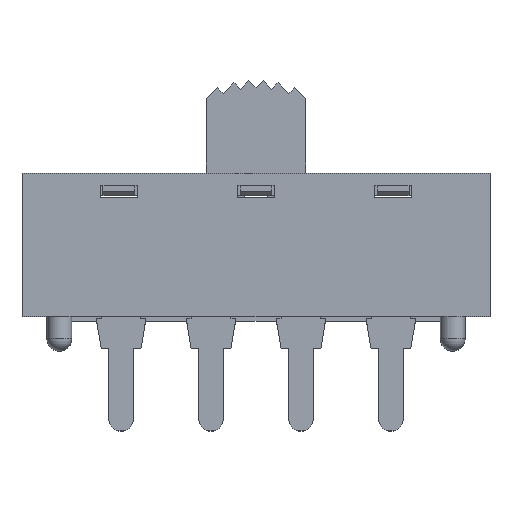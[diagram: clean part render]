
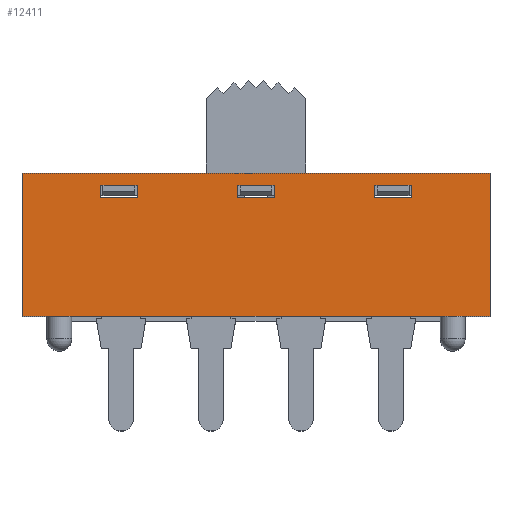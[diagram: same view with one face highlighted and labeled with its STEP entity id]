
A CAD part, top view. The second image highlights one B-rep face of the part: STEP entity #12411.
In plain terms, the highlighted planar face has unit normal (0, 0, 1).
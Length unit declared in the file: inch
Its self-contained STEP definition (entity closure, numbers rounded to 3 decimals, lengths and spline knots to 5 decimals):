
#2742=ORIENTED_EDGE('',*,*,#5340,.T.);
#2743=ORIENTED_EDGE('',*,*,#5343,.F.);
#2744=ORIENTED_EDGE('',*,*,#5347,.F.);
#2745=ORIENTED_EDGE('',*,*,#5350,.F.);
#2746=ORIENTED_EDGE('',*,*,#5353,.F.);
#2747=ORIENTED_EDGE('',*,*,#5354,.F.);
#2748=ORIENTED_EDGE('',*,*,#5320,.T.);
#2749=ORIENTED_EDGE('',*,*,#5323,.F.);
#2750=ORIENTED_EDGE('',*,*,#5327,.F.);
#2751=ORIENTED_EDGE('',*,*,#5330,.F.);
#2752=ORIENTED_EDGE('',*,*,#5333,.F.);
#2753=ORIENTED_EDGE('',*,*,#5334,.F.);
#2754=ORIENTED_EDGE('',*,*,#5300,.T.);
#2755=ORIENTED_EDGE('',*,*,#5303,.F.);
#2756=ORIENTED_EDGE('',*,*,#5307,.F.);
#2757=ORIENTED_EDGE('',*,*,#5310,.F.);
#2758=ORIENTED_EDGE('',*,*,#5313,.F.);
#2759=ORIENTED_EDGE('',*,*,#5314,.F.);
#2760=ORIENTED_EDGE('',*,*,#5477,.T.);
#2761=ORIENTED_EDGE('',*,*,#5476,.F.);
#2762=ORIENTED_EDGE('',*,*,#5385,.F.);
#2763=ORIENTED_EDGE('',*,*,#5478,.T.);
#5300=EDGE_CURVE('',#6743,#6744,#8124,.T.);
#5303=EDGE_CURVE('',#6746,#6744,#8127,.T.);
#5307=EDGE_CURVE('',#6748,#6746,#8131,.T.);
#5310=EDGE_CURVE('',#6750,#6748,#8134,.T.);
#5313=EDGE_CURVE('',#6752,#6750,#8137,.T.);
#5314=EDGE_CURVE('',#6743,#6752,#8138,.T.);
#5320=EDGE_CURVE('',#6753,#6756,#8144,.T.);
#5323=EDGE_CURVE('',#6758,#6756,#8147,.T.);
#5327=EDGE_CURVE('',#6760,#6758,#8151,.T.);
#5330=EDGE_CURVE('',#6762,#6760,#8154,.T.);
#5333=EDGE_CURVE('',#6764,#6762,#8157,.T.);
#5334=EDGE_CURVE('',#6753,#6764,#8158,.T.);
#5340=EDGE_CURVE('',#6765,#6768,#8164,.T.);
#5343=EDGE_CURVE('',#6770,#6768,#8167,.T.);
#5347=EDGE_CURVE('',#6772,#6770,#8171,.T.);
#5350=EDGE_CURVE('',#6774,#6772,#8174,.T.);
#5353=EDGE_CURVE('',#6776,#6774,#8177,.T.);
#5354=EDGE_CURVE('',#6765,#6776,#8178,.T.);
#5385=EDGE_CURVE('',#6805,#6806,#8209,.T.);
#5476=EDGE_CURVE('',#6806,#6869,#8280,.T.);
#5477=EDGE_CURVE('',#6870,#6869,#8281,.T.);
#5478=EDGE_CURVE('',#6805,#6870,#8282,.T.);
#6743=VERTEX_POINT('',#19307);
#6744=VERTEX_POINT('',#19309);
#6746=VERTEX_POINT('',#19315);
#6748=VERTEX_POINT('',#19322);
#6750=VERTEX_POINT('',#19328);
#6752=VERTEX_POINT('',#19334);
#6753=VERTEX_POINT('',#19342);
#6756=VERTEX_POINT('',#19347);
#6758=VERTEX_POINT('',#19353);
#6760=VERTEX_POINT('',#19360);
#6762=VERTEX_POINT('',#19366);
#6764=VERTEX_POINT('',#19372);
#6765=VERTEX_POINT('',#19380);
#6768=VERTEX_POINT('',#19385);
#6770=VERTEX_POINT('',#19391);
#6772=VERTEX_POINT('',#19398);
#6774=VERTEX_POINT('',#19404);
#6776=VERTEX_POINT('',#19410);
#6805=VERTEX_POINT('',#19474);
#6806=VERTEX_POINT('',#19475);
#6869=VERTEX_POINT('',#19658);
#6870=VERTEX_POINT('',#19662);
#8124=LINE('',#19310,#9692);
#8127=LINE('',#19316,#9695);
#8131=LINE('',#19323,#9699);
#8134=LINE('',#19329,#9702);
#8137=LINE('',#19335,#9705);
#8138=LINE('',#19337,#9706);
#8144=LINE('',#19348,#9712);
#8147=LINE('',#19354,#9715);
#8151=LINE('',#19361,#9719);
#8154=LINE('',#19367,#9722);
#8157=LINE('',#19373,#9725);
#8158=LINE('',#19375,#9726);
#8164=LINE('',#19386,#9732);
#8167=LINE('',#19392,#9735);
#8171=LINE('',#19399,#9739);
#8174=LINE('',#19405,#9742);
#8177=LINE('',#19411,#9745);
#8178=LINE('',#19413,#9746);
#8209=LINE('',#19473,#9777);
#8280=LINE('',#19659,#9848);
#8281=LINE('',#19661,#9849);
#8282=LINE('',#19663,#9850);
#9692=VECTOR('',#15644,39.37008);
#9695=VECTOR('',#15649,39.37008);
#9699=VECTOR('',#15655,39.37008);
#9702=VECTOR('',#15660,39.37008);
#9705=VECTOR('',#15665,39.37008);
#9706=VECTOR('',#15668,39.37008);
#9712=VECTOR('',#15676,39.37008);
#9715=VECTOR('',#15681,39.37008);
#9719=VECTOR('',#15687,39.37008);
#9722=VECTOR('',#15692,39.37008);
#9725=VECTOR('',#15697,39.37008);
#9726=VECTOR('',#15700,39.37008);
#9732=VECTOR('',#15708,39.37008);
#9735=VECTOR('',#15713,39.37008);
#9739=VECTOR('',#15719,39.37008);
#9742=VECTOR('',#15724,39.37008);
#9745=VECTOR('',#15729,39.37008);
#9746=VECTOR('',#15732,39.37008);
#9777=VECTOR('',#15765,39.37008);
#9848=VECTOR('',#15936,39.37008);
#9849=VECTOR('',#15939,39.37008);
#9850=VECTOR('',#15940,39.37008);
#10623=EDGE_LOOP('',(#2742,#2743,#2744,#2745,#2746,#2747));
#10624=EDGE_LOOP('',(#2748,#2749,#2750,#2751,#2752,#2753));
#10625=EDGE_LOOP('',(#2754,#2755,#2756,#2757,#2758,#2759));
#10626=EDGE_LOOP('',(#2760,#2761,#2762,#2763));
#11269=FACE_BOUND('',#10623,.T.);
#11270=FACE_BOUND('',#10624,.T.);
#11271=FACE_BOUND('',#10625,.T.);
#11272=FACE_BOUND('',#10626,.T.);
#11830=PLANE('',#13244);
#12411=ADVANCED_FACE('',(#11269,#11270,#11271,#11272),#11830,.T.);
#13244=AXIS2_PLACEMENT_3D('',#19660,#15937,#15938);
#15644=DIRECTION('',(1.,0.,0.));
#15649=DIRECTION('',(-1.,0.,0.));
#15655=DIRECTION('',(0.,1.,0.));
#15660=DIRECTION('',(1.,0.,0.));
#15665=DIRECTION('',(0.,-1.,0.));
#15668=DIRECTION('',(-1.,0.,0.));
#15676=DIRECTION('',(1.,0.,0.));
#15681=DIRECTION('',(-1.,0.,0.));
#15687=DIRECTION('',(0.,1.,0.));
#15692=DIRECTION('',(1.,0.,0.));
#15697=DIRECTION('',(0.,-1.,0.));
#15700=DIRECTION('',(-1.,0.,0.));
#15708=DIRECTION('',(1.,0.,0.));
#15713=DIRECTION('',(-1.,0.,0.));
#15719=DIRECTION('',(0.,1.,0.));
#15724=DIRECTION('',(1.,0.,0.));
#15729=DIRECTION('',(0.,-1.,0.));
#15732=DIRECTION('',(-1.,0.,0.));
#15765=DIRECTION('',(1.,0.,0.));
#15936=DIRECTION('',(0.,-1.,0.));
#15937=DIRECTION('',(0.,0.,1.));
#15938=DIRECTION('',(1.,0.,0.));
#15939=DIRECTION('',(1.,0.,0.));
#15940=DIRECTION('',(0.,-1.,0.));
#19307=CARTESIAN_POINT('',(-0.308,0.119,0.2125));
#19309=CARTESIAN_POINT('',(-0.244,0.119,0.2125));
#19310=CARTESIAN_POINT('',(-0.471,0.119,0.2125));
#19315=CARTESIAN_POINT('',(-0.2385,0.119,0.2125));
#19316=CARTESIAN_POINT('',(-0.2385,0.119,0.2125));
#19322=CARTESIAN_POINT('',(-0.2385,0.094,0.2125));
#19323=CARTESIAN_POINT('',(-0.2385,0.,0.2125));
#19328=CARTESIAN_POINT('',(-0.3135,0.094,0.2125));
#19329=CARTESIAN_POINT('',(0.2385,0.094,0.2125));
#19334=CARTESIAN_POINT('',(-0.3135,0.119,0.2125));
#19335=CARTESIAN_POINT('',(-0.3135,0.,0.2125));
#19337=CARTESIAN_POINT('',(-0.308,0.119,0.2125));
#19342=CARTESIAN_POINT('',(-0.032,0.119,0.2125));
#19347=CARTESIAN_POINT('',(0.032,0.119,0.2125));
#19348=CARTESIAN_POINT('',(-0.471,0.119,0.2125));
#19353=CARTESIAN_POINT('',(0.0375,0.119,0.2125));
#19354=CARTESIAN_POINT('',(-0.2385,0.119,0.2125));
#19360=CARTESIAN_POINT('',(0.0375,0.094,0.2125));
#19361=CARTESIAN_POINT('',(0.0375,0.,0.2125));
#19366=CARTESIAN_POINT('',(-0.0375,0.094,0.2125));
#19367=CARTESIAN_POINT('',(0.2385,0.094,0.2125));
#19372=CARTESIAN_POINT('',(-0.0375,0.119,0.2125));
#19373=CARTESIAN_POINT('',(-0.0375,0.,0.2125));
#19375=CARTESIAN_POINT('',(-0.2385,0.119,0.2125));
#19380=CARTESIAN_POINT('',(0.244,0.119,0.2125));
#19385=CARTESIAN_POINT('',(0.308,0.119,0.2125));
#19386=CARTESIAN_POINT('',(-0.471,0.119,0.2125));
#19391=CARTESIAN_POINT('',(0.3135,0.119,0.2125));
#19392=CARTESIAN_POINT('',(-0.2385,0.119,0.2125));
#19398=CARTESIAN_POINT('',(0.3135,0.094,0.2125));
#19399=CARTESIAN_POINT('',(0.3135,0.,0.2125));
#19404=CARTESIAN_POINT('',(0.2385,0.094,0.2125));
#19405=CARTESIAN_POINT('',(0.2385,0.094,0.2125));
#19410=CARTESIAN_POINT('',(0.2385,0.119,0.2125));
#19411=CARTESIAN_POINT('',(0.2385,0.,0.2125));
#19413=CARTESIAN_POINT('',(-0.2385,0.119,0.2125));
#19473=CARTESIAN_POINT('',(-0.471,0.144,0.2125));
#19474=CARTESIAN_POINT('',(-0.471,0.144,0.2125));
#19475=CARTESIAN_POINT('',(0.471,0.144,0.2125));
#19658=CARTESIAN_POINT('',(0.471,-0.144,0.2125));
#19659=CARTESIAN_POINT('',(0.471,0.144,0.2125));
#19660=CARTESIAN_POINT('',(-0.471,0.144,0.2125));
#19661=CARTESIAN_POINT('',(-0.471,-0.144,0.2125));
#19662=CARTESIAN_POINT('',(-0.471,-0.144,0.2125));
#19663=CARTESIAN_POINT('',(-0.471,0.144,0.2125));
